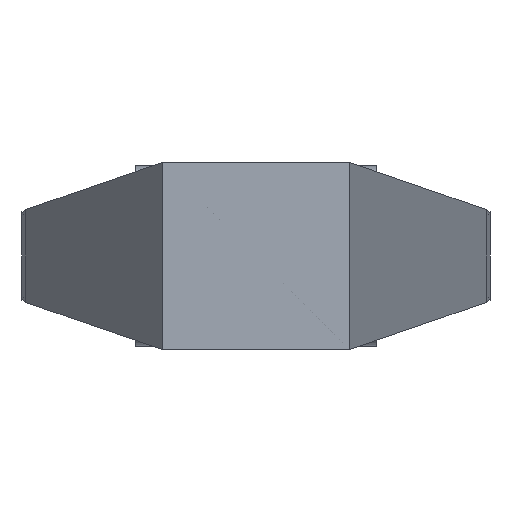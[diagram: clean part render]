
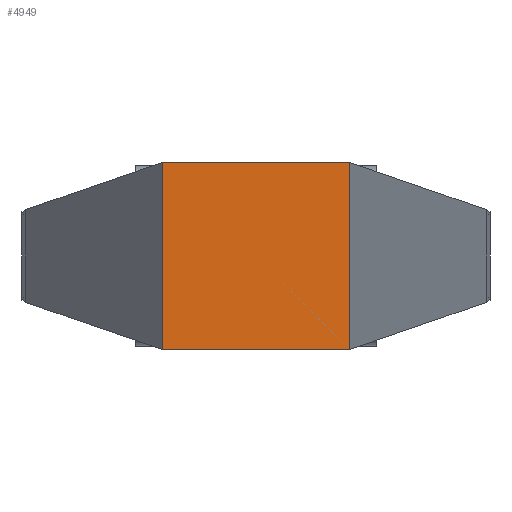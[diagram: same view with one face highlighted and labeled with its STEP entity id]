
A CAD part, front view. The second image highlights one B-rep face of the part: STEP entity #4949.
In plain terms, the highlighted planar face has unit normal (0, -1, 0).
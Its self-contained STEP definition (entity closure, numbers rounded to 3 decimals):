
#29 = EDGE_CURVE ( 'NONE', #5466, #12804, #3715, .T. ) ;
#472 = VERTEX_POINT ( 'NONE', #8868 ) ;
#518 = CARTESIAN_POINT ( 'NONE',  ( 0., -700., 0. ) ) ;
#549 = VECTOR ( 'NONE', #2193, 1000. ) ;
#568 = DIRECTION ( 'NONE',  ( 0., 0., 1. ) ) ;
#836 = DIRECTION ( 'NONE',  ( -1., 0., 0. ) ) ;
#1046 = CARTESIAN_POINT ( 'NONE',  ( 7., -700., -7. ) ) ;
#1498 = VECTOR ( 'NONE', #836, 1000. ) ;
#1685 = LINE ( 'NONE', #4481, #6023 ) ;
#2014 = LINE ( 'NONE', #10288, #3198 ) ;
#2193 = DIRECTION ( 'NONE',  ( 0., 0., -1. ) ) ;
#3127 = EDGE_CURVE ( 'NONE', #12804, #9936, #4471, .T. ) ;
#3198 = VECTOR ( 'NONE', #9207, 1000. ) ;
#3440 = CARTESIAN_POINT ( 'NONE',  ( -7., -700., -7. ) ) ;
#3715 = LINE ( 'NONE', #1046, #549 ) ;
#3848 = EDGE_LOOP ( 'NONE', ( #12690, #4591, #6118, #8672 ) ) ;
#4471 = LINE ( 'NONE', #6359, #1498 ) ;
#4481 = CARTESIAN_POINT ( 'NONE',  ( -7., -700., -7. ) ) ;
#4591 = ORIENTED_EDGE ( 'NONE', *, *, #9561, .F. ) ;
#4949 = ADVANCED_FACE ( 'NONE', ( #6835 ), #6938, .T. ) ;
#5466 = VERTEX_POINT ( 'NONE', #10410 ) ;
#5790 = DIRECTION ( 'NONE',  ( 0., -1., 0. ) ) ;
#6023 = VECTOR ( 'NONE', #7408, 1000. ) ;
#6118 = ORIENTED_EDGE ( 'NONE', *, *, #3127, .F. ) ;
#6359 = CARTESIAN_POINT ( 'NONE',  ( -7., -700., -7. ) ) ;
#6835 = FACE_OUTER_BOUND ( 'NONE', #3848, .T. ) ;
#6938 = PLANE ( 'NONE',  #13788 ) ;
#7408 = DIRECTION ( 'NONE',  ( 0., 0., 1. ) ) ;
#8048 = CARTESIAN_POINT ( 'NONE',  ( 7., -700., -7. ) ) ;
#8672 = ORIENTED_EDGE ( 'NONE', *, *, #29, .F. ) ;
#8868 = CARTESIAN_POINT ( 'NONE',  ( -7., -700., 7. ) ) ;
#9207 = DIRECTION ( 'NONE',  ( 1., 0., 0. ) ) ;
#9561 = EDGE_CURVE ( 'NONE', #9936, #472, #1685, .T. ) ;
#9936 = VERTEX_POINT ( 'NONE', #3440 ) ;
#10288 = CARTESIAN_POINT ( 'NONE',  ( -7., -700., 7. ) ) ;
#10410 = CARTESIAN_POINT ( 'NONE',  ( 7., -700., 7. ) ) ;
#12690 = ORIENTED_EDGE ( 'NONE', *, *, #13699, .F. ) ;
#12804 = VERTEX_POINT ( 'NONE', #8048 ) ;
#13699 = EDGE_CURVE ( 'NONE', #472, #5466, #2014, .T. ) ;
#13788 = AXIS2_PLACEMENT_3D ( 'NONE', #518, #5790, #568 ) ;
